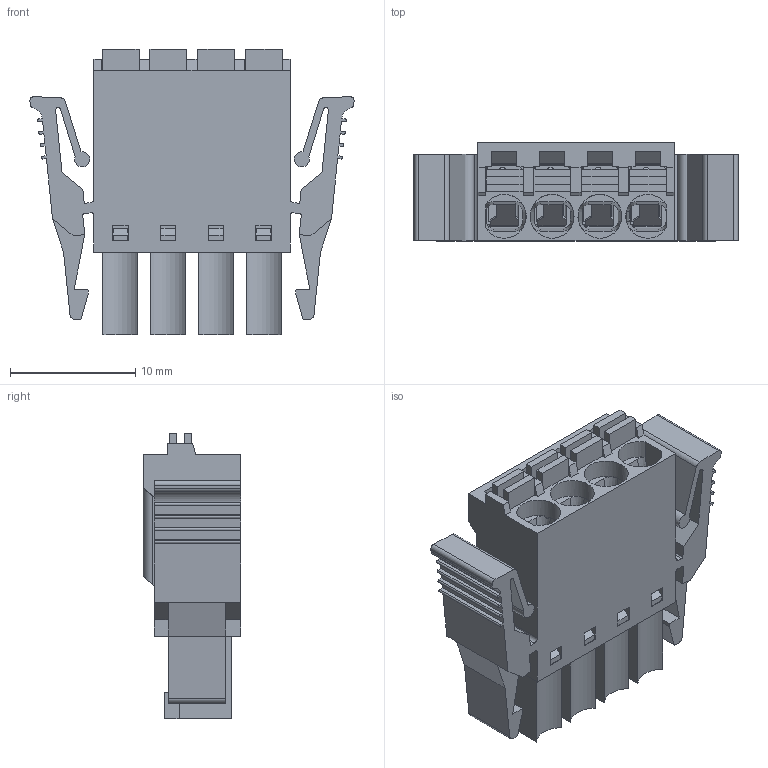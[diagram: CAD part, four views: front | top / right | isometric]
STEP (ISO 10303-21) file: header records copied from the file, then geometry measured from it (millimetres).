
FILE_DESCRIPTION( ( 'Unknown' ), '1' );
FILE_NAME( '691304330004.stp', 'Unknown', ( 'Unknown' ), ( 'Unknown' ), 'PSStep 18.0.17', 'Unknown', ' ' );
FILE_SCHEMA( ( 'AUTOMOTIVE_DESIGN { 1 0 10303 214 1 1 1 1 }' ) );
Length unit declared in the file: millimetre
Products named in the file (6): Assem1; 6913043300xx_Levier; 6913043300xx_Pin; 6913043300xx_Lamelle; 691304330004; 691304330004_Bas
Assembly tree (14 placements, depth 2):
  Assem1
    6913043300xx_Levier  x4
    6913043300xx_Pin  x4
    6913043300xx_Lamelle  x4
    691304330004
    691304330004_Bas
Bounding box: 25.84 x 7.8 x 22.8 mm (x, y, z)
Volume: 1643.2 mm3; surface area: 5213.4 mm2
Topology: 14 solids, 14 shells, 1296 faces, 3656 edges, 2384 vertices
Faces by surface type: plane 1002, cylinder 274, cone 20
Full cylindrical faces by diameter (mm): 1.2 x4, 3.5 x2
Entity records: 34365 total; most frequent: CARTESIAN_POINT 5019, ORIENTED_EDGE 4866, DIRECTION 4469, EDGE_CURVE 2433, LINE 2053, VECTOR 2053, VERTEX_POINT 1606, AXIS2_PLACEMENT_3D 1208
